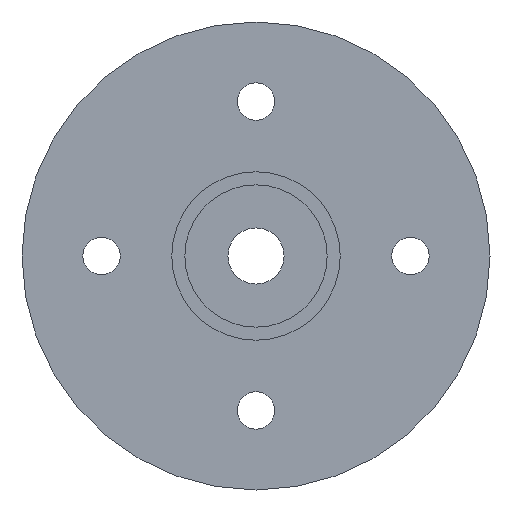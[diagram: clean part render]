
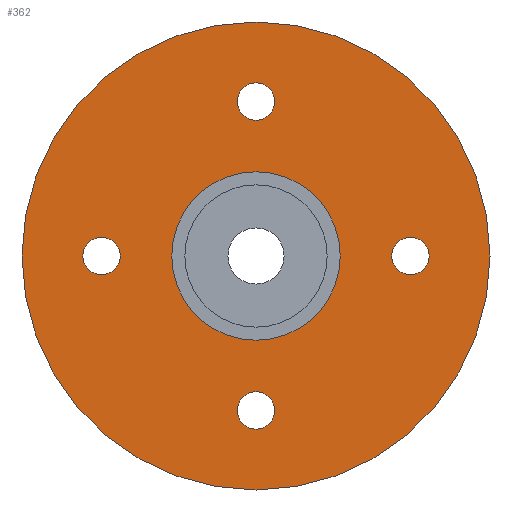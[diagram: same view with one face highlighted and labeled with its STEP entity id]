
A CAD part, front view. The second image highlights one B-rep face of the part: STEP entity #362.
In plain terms, the highlighted planar face has unit normal (0, -1, 0).
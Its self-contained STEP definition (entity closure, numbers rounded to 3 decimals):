
#21=CARTESIAN_POINT('',(0.,6.8,0.));
#22=DIRECTION('',(0.,1.,0.));
#23=DIRECTION('',(1.,0.,0.));
#24=AXIS2_PLACEMENT_3D('',#21,#22,#23);
#30=CARTESIAN_POINT('',(0.,6.8,0.));
#31=DIRECTION('',(0.,1.,0.));
#32=DIRECTION('',(1.,0.,0.));
#33=AXIS2_PLACEMENT_3D('',#30,#31,#32);
#35=CARTESIAN_POINT('',(0.,6.8,0.));
#36=DIRECTION('',(0.,1.,0.));
#37=DIRECTION('',(-1.,0.,0.));
#38=AXIS2_PLACEMENT_3D('',#35,#36,#37);
#50=CARTESIAN_POINT('',(0.,6.8,-8.25));
#51=DIRECTION('',(0.,1.,0.));
#52=DIRECTION('',(1.,0.,0.));
#53=AXIS2_PLACEMENT_3D('',#50,#51,#52);
#55=CARTESIAN_POINT('',(0.,6.8,-8.25));
#56=DIRECTION('',(0.,1.,0.));
#57=DIRECTION('',(-1.,0.,0.));
#58=AXIS2_PLACEMENT_3D('',#55,#56,#57);
#60=CARTESIAN_POINT('',(-8.25,6.8,0.));
#61=DIRECTION('',(0.,1.,0.));
#62=DIRECTION('',(1.,0.,0.));
#63=AXIS2_PLACEMENT_3D('',#60,#61,#62);
#65=CARTESIAN_POINT('',(-8.25,6.8,0.));
#66=DIRECTION('',(0.,1.,0.));
#67=DIRECTION('',(-1.,0.,0.));
#68=AXIS2_PLACEMENT_3D('',#65,#66,#67);
#70=CARTESIAN_POINT('',(0.,6.8,8.25));
#71=DIRECTION('',(0.,1.,0.));
#72=DIRECTION('',(1.,0.,0.));
#73=AXIS2_PLACEMENT_3D('',#70,#71,#72);
#75=CARTESIAN_POINT('',(0.,6.8,8.25));
#76=DIRECTION('',(0.,1.,0.));
#77=DIRECTION('',(-1.,0.,0.));
#78=AXIS2_PLACEMENT_3D('',#75,#76,#77);
#80=CARTESIAN_POINT('',(8.25,6.8,0.));
#81=DIRECTION('',(0.,1.,0.));
#82=DIRECTION('',(1.,0.,0.));
#83=AXIS2_PLACEMENT_3D('',#80,#81,#82);
#85=CARTESIAN_POINT('',(8.25,6.8,0.));
#86=DIRECTION('',(0.,1.,0.));
#87=DIRECTION('',(-1.,0.,0.));
#88=AXIS2_PLACEMENT_3D('',#85,#86,#87);
#198=CARTESIAN_POINT('',(0.,6.8,0.));
#199=DIRECTION('',(0.,1.,0.));
#200=DIRECTION('',(-1.,0.,0.));
#201=AXIS2_PLACEMENT_3D('',#198,#199,#200);
#233=CARTESIAN_POINT('',(12.5,6.8,0.));
#234=CARTESIAN_POINT('',(-12.5,6.8,0.));
#235=VERTEX_POINT('',#233);
#236=VERTEX_POINT('',#234);
#241=CARTESIAN_POINT('',(4.5,6.8,0.));
#242=CARTESIAN_POINT('',(-4.5,6.8,0.));
#243=VERTEX_POINT('',#241);
#244=VERTEX_POINT('',#242);
#257=CARTESIAN_POINT('',(1.,6.8,-8.25));
#258=CARTESIAN_POINT('',(-1.,6.8,-8.25));
#259=VERTEX_POINT('',#257);
#260=VERTEX_POINT('',#258);
#261=CARTESIAN_POINT('',(-7.25,6.8,0.));
#262=CARTESIAN_POINT('',(-9.25,6.8,0.));
#263=VERTEX_POINT('',#261);
#264=VERTEX_POINT('',#262);
#265=CARTESIAN_POINT('',(1.,6.8,8.25));
#266=CARTESIAN_POINT('',(-1.,6.8,8.25));
#267=VERTEX_POINT('',#265);
#268=VERTEX_POINT('',#266);
#269=CARTESIAN_POINT('',(9.25,6.8,0.));
#270=CARTESIAN_POINT('',(7.25,6.8,0.));
#271=VERTEX_POINT('',#269);
#272=VERTEX_POINT('',#270);
#322=CARTESIAN_POINT('',(0.,6.8,0.));
#323=DIRECTION('',(0.,1.,0.));
#324=DIRECTION('',(1.,0.,0.));
#325=AXIS2_PLACEMENT_3D('',#322,#323,#324);
#326=PLANE('',#325);
#328=ORIENTED_EDGE('',*,*,#327,.T.);
#330=ORIENTED_EDGE('',*,*,#329,.T.);
#331=EDGE_LOOP('',(#328,#330));
#332=FACE_OUTER_BOUND('',#331,.F.);
#333=ORIENTED_EDGE('',*,*,#312,.F.);
#335=ORIENTED_EDGE('',*,*,#334,.F.);
#336=EDGE_LOOP('',(#333,#335));
#337=FACE_BOUND('',#336,.F.);
#339=ORIENTED_EDGE('',*,*,#338,.F.);
#341=ORIENTED_EDGE('',*,*,#340,.F.);
#342=EDGE_LOOP('',(#339,#341));
#343=FACE_BOUND('',#342,.F.);
#345=ORIENTED_EDGE('',*,*,#344,.F.);
#347=ORIENTED_EDGE('',*,*,#346,.F.);
#348=EDGE_LOOP('',(#345,#347));
#349=FACE_BOUND('',#348,.F.);
#351=ORIENTED_EDGE('',*,*,#350,.F.);
#353=ORIENTED_EDGE('',*,*,#352,.F.);
#354=EDGE_LOOP('',(#351,#353));
#355=FACE_BOUND('',#354,.F.);
#357=ORIENTED_EDGE('',*,*,#356,.F.);
#359=ORIENTED_EDGE('',*,*,#358,.F.);
#360=EDGE_LOOP('',(#357,#359));
#361=FACE_BOUND('',#360,.F.);
#362=ADVANCED_FACE('',(#332,#337,#343,#349,#355,#361),#326,.F.);
#25=CIRCLE('',#24,4.5);
#34=CIRCLE('',#33,12.5);
#39=CIRCLE('',#38,12.5);
#54=CIRCLE('',#53,1.);
#59=CIRCLE('',#58,1.);
#64=CIRCLE('',#63,1.);
#69=CIRCLE('',#68,1.);
#74=CIRCLE('',#73,1.);
#79=CIRCLE('',#78,1.);
#84=CIRCLE('',#83,1.);
#89=CIRCLE('',#88,1.);
#202=CIRCLE('',#201,4.5);
#312=EDGE_CURVE('',#243,#244,#25,.T.);
#327=EDGE_CURVE('',#235,#236,#34,.T.);
#329=EDGE_CURVE('',#236,#235,#39,.T.);
#334=EDGE_CURVE('',#244,#243,#202,.T.);
#338=EDGE_CURVE('',#259,#260,#54,.T.);
#340=EDGE_CURVE('',#260,#259,#59,.T.);
#344=EDGE_CURVE('',#263,#264,#64,.T.);
#346=EDGE_CURVE('',#264,#263,#69,.T.);
#350=EDGE_CURVE('',#267,#268,#74,.T.);
#352=EDGE_CURVE('',#268,#267,#79,.T.);
#356=EDGE_CURVE('',#271,#272,#84,.T.);
#358=EDGE_CURVE('',#272,#271,#89,.T.);
